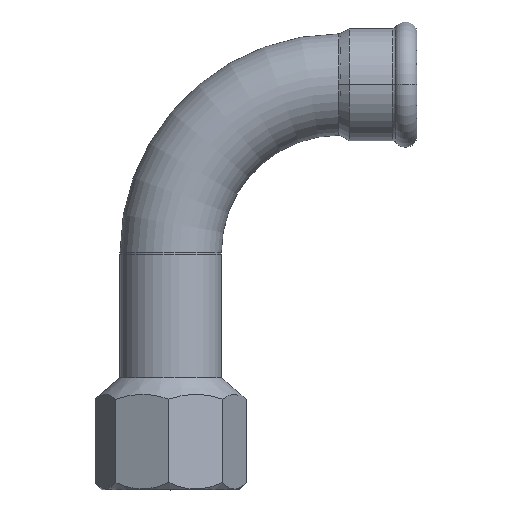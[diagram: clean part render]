
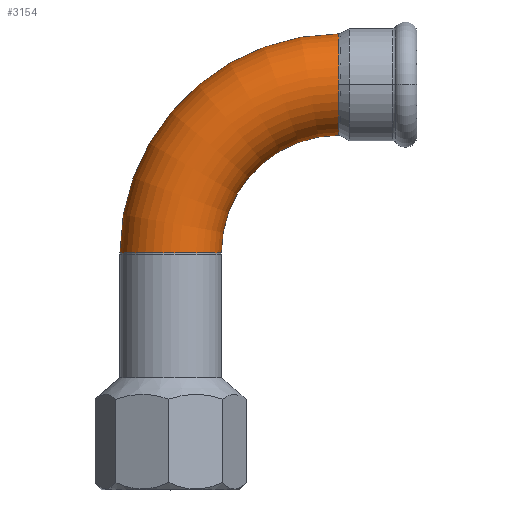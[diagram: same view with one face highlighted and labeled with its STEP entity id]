
A CAD part, top view. The second image highlights one B-rep face of the part: STEP entity #3154.
In plain terms, the highlighted toroidal (fillet/blend) face has major radius 46.5 mm and minor radius 14 mm.
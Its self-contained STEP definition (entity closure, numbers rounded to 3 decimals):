
#16 = DIRECTION ( 'NONE',  ( 0., 1., 0. ) ) ;
#249 = ORIENTED_EDGE ( 'NONE', *, *, #1668, .F. ) ;
#306 = CARTESIAN_POINT ( 'NONE',  ( 0., 0.5, 0. ) ) ;
#401 = VERTEX_POINT ( 'NONE', #4289 ) ;
#448 = AXIS2_PLACEMENT_3D ( 'NONE', #708, #1133, #2561 ) ;
#591 = CARTESIAN_POINT ( 'NONE',  ( 46.5, 0.5, 0. ) ) ;
#678 = CARTESIAN_POINT ( 'NONE',  ( 46.5, 0.5, 0. ) ) ;
#708 = CARTESIAN_POINT ( 'NONE',  ( 0., 0.5, 0. ) ) ;
#732 = CIRCLE ( 'NONE', #2852, 14. ) ;
#808 = AXIS2_PLACEMENT_3D ( 'NONE', #678, #3475, #1385 ) ;
#816 = CARTESIAN_POINT ( 'NONE',  ( -14., 0.5, 0. ) ) ;
#978 = DIRECTION ( 'NONE',  ( -1., 0., 0. ) ) ;
#1133 = DIRECTION ( 'NONE',  ( 0., 1., 0. ) ) ;
#1187 = AXIS2_PLACEMENT_3D ( 'NONE', #306, #4161, #978 ) ;
#1190 = TOROIDAL_SURFACE ( 'NONE', #3092, 46.5, 14. ) ;
#1262 = CIRCLE ( 'NONE', #448, 14. ) ;
#1356 = DIRECTION ( 'NONE',  ( 0., 1., 0. ) ) ;
#1385 = DIRECTION ( 'NONE',  ( 1., 0., 0. ) ) ;
#1548 = CARTESIAN_POINT ( 'NONE',  ( 46.5, 61., 0. ) ) ;
#1575 = AXIS2_PLACEMENT_3D ( 'NONE', #1696, #3101, #1356 ) ;
#1590 = FACE_OUTER_BOUND ( 'NONE', #2048, .T. ) ;
#1606 = ORIENTED_EDGE ( 'NONE', *, *, #2406, .F. ) ;
#1668 = EDGE_CURVE ( 'NONE', #401, #2166, #732, .T. ) ;
#1696 = CARTESIAN_POINT ( 'NONE',  ( 46.5, 47., 0. ) ) ;
#1768 = CARTESIAN_POINT ( 'NONE',  ( 46.5, 47., 0. ) ) ;
#2048 = EDGE_LOOP ( 'NONE', ( #3009, #2091, #3391, #2093, #1606, #249 ) ) ;
#2058 = EDGE_CURVE ( 'NONE', #4493, #3944, #1262, .T. ) ;
#2091 = ORIENTED_EDGE ( 'NONE', *, *, #2621, .T. ) ;
#2093 = ORIENTED_EDGE ( 'NONE', *, *, #2058, .T. ) ;
#2163 = CARTESIAN_POINT ( 'NONE',  ( 0., 0.5, 14. ) ) ;
#2166 = VERTEX_POINT ( 'NONE', #3556 ) ;
#2307 = DIRECTION ( 'NONE',  ( 0., 0., 1. ) ) ;
#2353 = CIRCLE ( 'NONE', #808, 60.5 ) ;
#2406 = EDGE_CURVE ( 'NONE', #2166, #3944, #2783, .T. ) ;
#2545 = EDGE_CURVE ( 'NONE', #4430, #4493, #2860, .T. ) ;
#2561 = DIRECTION ( 'NONE',  ( -1., 0., 0. ) ) ;
#2621 = EDGE_CURVE ( 'NONE', #4166, #4430, #2353, .T. ) ;
#2705 = DIRECTION ( 'NONE',  ( 0., 0., 1. ) ) ;
#2772 = CARTESIAN_POINT ( 'NONE',  ( 46.5, 0.5, 0. ) ) ;
#2783 = CIRCLE ( 'NONE', #3887, 32.5 ) ;
#2852 = AXIS2_PLACEMENT_3D ( 'NONE', #1768, #3177, #16 ) ;
#2860 = CIRCLE ( 'NONE', #1187, 14. ) ;
#3009 = ORIENTED_EDGE ( 'NONE', *, *, #3296, .F. ) ;
#3092 = AXIS2_PLACEMENT_3D ( 'NONE', #2772, #2705, #4177 ) ;
#3101 = DIRECTION ( 'NONE',  ( 1., 0., 0. ) ) ;
#3154 = ADVANCED_FACE ( 'NONE', ( #1590 ), #1190, .T. ) ;
#3177 = DIRECTION ( 'NONE',  ( 1., 0., 0. ) ) ;
#3296 = EDGE_CURVE ( 'NONE', #4166, #401, #3749, .T. ) ;
#3391 = ORIENTED_EDGE ( 'NONE', *, *, #2545, .T. ) ;
#3475 = DIRECTION ( 'NONE',  ( 0., 0., 1. ) ) ;
#3556 = CARTESIAN_POINT ( 'NONE',  ( 46.5, 33., 0. ) ) ;
#3664 = DIRECTION ( 'NONE',  ( 1., 0., 0. ) ) ;
#3749 = CIRCLE ( 'NONE', #1575, 14. ) ;
#3887 = AXIS2_PLACEMENT_3D ( 'NONE', #591, #2307, #3664 ) ;
#3899 = CARTESIAN_POINT ( 'NONE',  ( 14., 0.5, 0. ) ) ;
#3944 = VERTEX_POINT ( 'NONE', #3899 ) ;
#4161 = DIRECTION ( 'NONE',  ( 0., 1., 0. ) ) ;
#4166 = VERTEX_POINT ( 'NONE', #1548 ) ;
#4177 = DIRECTION ( 'NONE',  ( 1., 0., 0. ) ) ;
#4289 = CARTESIAN_POINT ( 'NONE',  ( 46.5, 47., 14. ) ) ;
#4430 = VERTEX_POINT ( 'NONE', #816 ) ;
#4493 = VERTEX_POINT ( 'NONE', #2163 ) ;
